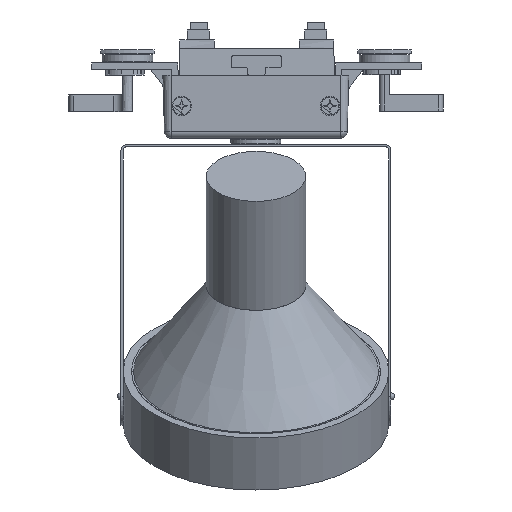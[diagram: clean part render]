
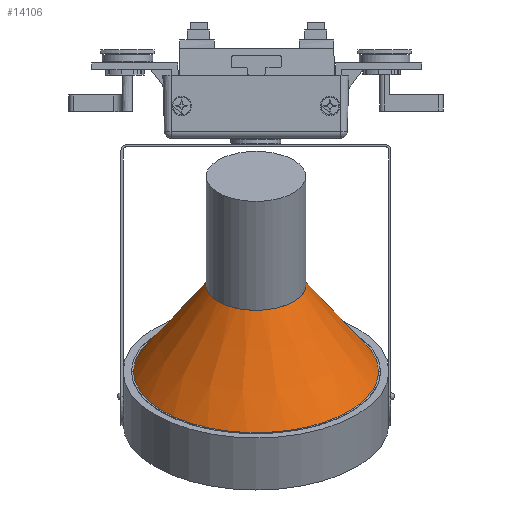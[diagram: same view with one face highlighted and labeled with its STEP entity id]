
A CAD part, front view. The second image highlights one B-rep face of the part: STEP entity #14106.
In plain terms, the highlighted conical face has half-angle 36.926 degrees and reference radius 43.925 mm.
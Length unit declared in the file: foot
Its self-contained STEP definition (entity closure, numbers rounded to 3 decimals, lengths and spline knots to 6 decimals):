
#2131=FACE_OUTER_BOUND('',#3099,.T.);
#3099=EDGE_LOOP('',(#13062,#13063,#13064,#13065,#13066,#13067,#13068,#13069));
#4566=LINE('',#25128,#6029);
#6029=VECTOR('',#20195,0.14411);
#6323=CIRCLE('',#16141,0.059912);
#6326=CIRCLE('',#16145,0.059912);
#6327=CIRCLE('',#16146,0.059912);
#6331=CIRCLE('',#16152,0.153466);
#6332=CIRCLE('',#16154,0.153466);
#6333=CIRCLE('',#16155,0.153466);
#7393=VERTEX_POINT('',#25097);
#7394=VERTEX_POINT('',#25099);
#7396=VERTEX_POINT('',#25106);
#7400=VERTEX_POINT('',#25118);
#7401=VERTEX_POINT('',#25119);
#7402=VERTEX_POINT('',#25124);
#9278=EDGE_CURVE('',#7393,#7394,#6323,.T.);
#9282=EDGE_CURVE('',#7394,#7396,#6326,.T.);
#9283=EDGE_CURVE('',#7396,#7393,#6327,.T.);
#9288=EDGE_CURVE('',#7400,#7401,#6331,.T.);
#9291=EDGE_CURVE('',#7401,#7402,#6332,.T.);
#9292=EDGE_CURVE('',#7402,#7400,#6333,.T.);
#9293=EDGE_CURVE('',#7402,#7396,#4566,.T.);
#13062=ORIENTED_EDGE('',*,*,#9291,.F.);
#13063=ORIENTED_EDGE('',*,*,#9288,.F.);
#13064=ORIENTED_EDGE('',*,*,#9292,.F.);
#13065=ORIENTED_EDGE('',*,*,#9293,.T.);
#13066=ORIENTED_EDGE('',*,*,#9282,.F.);
#13067=ORIENTED_EDGE('',*,*,#9278,.F.);
#13068=ORIENTED_EDGE('',*,*,#9283,.F.);
#13069=ORIENTED_EDGE('',*,*,#9293,.F.);
#13198=CONICAL_SURFACE('',#16156,0.14411,0.644);
#14106=ADVANCED_FACE('',(#2131),#13198,.F.);
#16141=AXIS2_PLACEMENT_3D('',#25100,#20159,#20160);
#16145=AXIS2_PLACEMENT_3D('',#25107,#20168,#20169);
#16146=AXIS2_PLACEMENT_3D('',#25108,#20170,#20171);
#16152=AXIS2_PLACEMENT_3D('',#25120,#20183,#20184);
#16154=AXIS2_PLACEMENT_3D('',#25125,#20189,#20190);
#16155=AXIS2_PLACEMENT_3D('',#25126,#20191,#20192);
#16156=AXIS2_PLACEMENT_3D('',#25127,#20193,#20194);
#20159=DIRECTION('center_axis',(0.,0.5,
-0.866));
#20160=DIRECTION('ref_axis',(-1.,0.,0.));
#20168=DIRECTION('center_axis',(0.,0.5,
-0.866));
#20169=DIRECTION('ref_axis',(-1.,0.,0.));
#20170=DIRECTION('center_axis',(0.,0.5,
-0.866));
#20171=DIRECTION('ref_axis',(-1.,0.,0.));
#20183=DIRECTION('center_axis',(0.,-0.5,
0.866));
#20184=DIRECTION('ref_axis',(-1.,0.,0.));
#20189=DIRECTION('center_axis',(0.,-0.5,
0.866));
#20190=DIRECTION('ref_axis',(-1.,0.,0.));
#20191=DIRECTION('center_axis',(0.,-0.5,
0.866));
#20192=DIRECTION('ref_axis',(-1.,0.,0.));
#20193=DIRECTION('center_axis',(0.,0.5,
-0.866));
#20194=DIRECTION('ref_axis',(-0.951,0.268,0.155));
#20195=DIRECTION('',(-0.571,-0.239,0.785));
#25097=CARTESIAN_POINT('',(-0.059912,-0.080285,-0.306152));
#25099=CARTESIAN_POINT('',(0.059912,-0.080285,-0.306152));
#25100=CARTESIAN_POINT('Origin',(0.,-0.080285,
-0.306152));
#25106=CARTESIAN_POINT('',(0.05698,-0.096318,-0.315409));
#25107=CARTESIAN_POINT('Origin',(0.,-0.080285,
-0.306152));
#25108=CARTESIAN_POINT('Origin',(0.,-0.080285,
-0.306152));
#25118=CARTESIAN_POINT('',(0.153466,-0.018043,-0.413958));
#25119=CARTESIAN_POINT('',(-0.153466,-0.018043,-0.413958));
#25120=CARTESIAN_POINT('Origin',(0.,-0.018043,
-0.413958));
#25124=CARTESIAN_POINT('',(0.145955,-0.059113,-0.43767));
#25125=CARTESIAN_POINT('Origin',(0.,-0.018043,
-0.413958));
#25126=CARTESIAN_POINT('Origin',(0.,-0.018043,
-0.413958));
#25127=CARTESIAN_POINT('Origin',(0.,-0.024267,
-0.403177));
#25128=CARTESIAN_POINT('',(0.137057,-0.062834,-0.425444));
